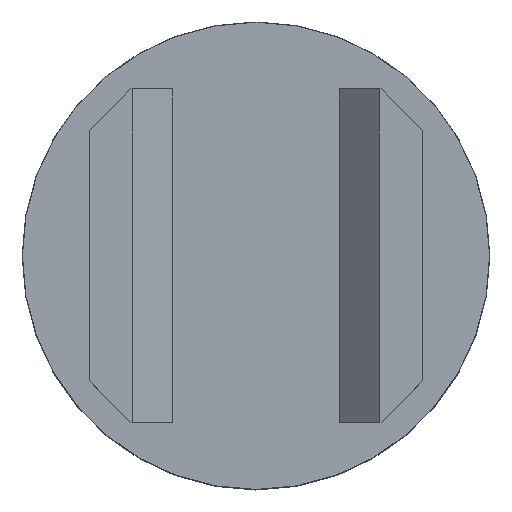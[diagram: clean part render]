
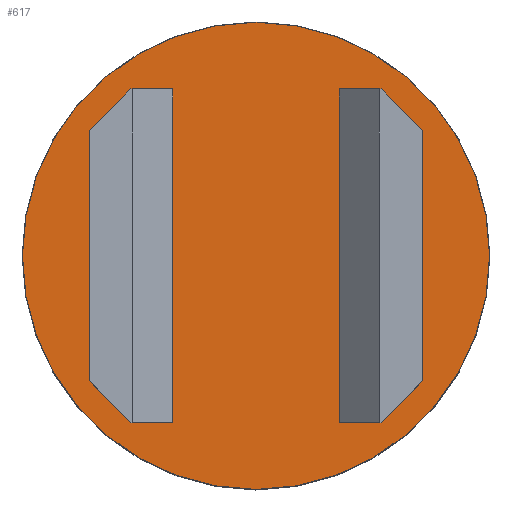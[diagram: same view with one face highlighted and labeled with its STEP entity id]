
A CAD part, top view. The second image highlights one B-rep face of the part: STEP entity #617.
In plain terms, the highlighted planar face has unit normal (0, 0, 1).
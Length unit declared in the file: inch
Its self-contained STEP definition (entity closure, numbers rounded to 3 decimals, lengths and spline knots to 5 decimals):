
#19=FACE_BOUND('',#91,.T.);
#20=FACE_BOUND('',#92,.T.);
#29=CIRCLE('',#667,0.7);
#52=FACE_OUTER_BOUND('',#90,.T.);
#90=EDGE_LOOP('',(#434));
#91=EDGE_LOOP('',(#435,#436,#437,#438,#439,#440));
#92=EDGE_LOOP('',(#441,#442,#443,#444,#445,#446));
#150=LINE('',#921,#216);
#151=LINE('',#923,#217);
#152=LINE('',#925,#218);
#153=LINE('',#927,#219);
#154=LINE('',#929,#220);
#155=LINE('',#930,#221);
#156=LINE('',#933,#222);
#157=LINE('',#935,#223);
#158=LINE('',#937,#224);
#159=LINE('',#939,#225);
#160=LINE('',#941,#226);
#161=LINE('',#942,#227);
#216=VECTOR('',#755,0.3937);
#217=VECTOR('',#756,0.3937);
#218=VECTOR('',#757,0.3937);
#219=VECTOR('',#758,0.3937);
#220=VECTOR('',#759,0.3937);
#221=VECTOR('',#760,0.3937);
#222=VECTOR('',#761,0.3937);
#223=VECTOR('',#762,0.3937);
#224=VECTOR('',#763,0.3937);
#225=VECTOR('',#764,0.3937);
#226=VECTOR('',#765,0.3937);
#227=VECTOR('',#766,0.3937);
#274=VERTEX_POINT('',#917);
#275=VERTEX_POINT('',#919);
#276=VERTEX_POINT('',#920);
#277=VERTEX_POINT('',#922);
#278=VERTEX_POINT('',#924);
#279=VERTEX_POINT('',#926);
#280=VERTEX_POINT('',#928);
#281=VERTEX_POINT('',#931);
#282=VERTEX_POINT('',#932);
#283=VERTEX_POINT('',#934);
#284=VERTEX_POINT('',#936);
#285=VERTEX_POINT('',#938);
#286=VERTEX_POINT('',#940);
#335=EDGE_CURVE('',#274,#274,#29,.T.);
#336=EDGE_CURVE('',#275,#276,#150,.T.);
#337=EDGE_CURVE('',#277,#275,#151,.T.);
#338=EDGE_CURVE('',#278,#277,#152,.T.);
#339=EDGE_CURVE('',#279,#278,#153,.T.);
#340=EDGE_CURVE('',#280,#279,#154,.T.);
#341=EDGE_CURVE('',#276,#280,#155,.T.);
#342=EDGE_CURVE('',#281,#282,#156,.T.);
#343=EDGE_CURVE('',#283,#281,#157,.T.);
#344=EDGE_CURVE('',#284,#283,#158,.T.);
#345=EDGE_CURVE('',#285,#284,#159,.T.);
#346=EDGE_CURVE('',#286,#285,#160,.T.);
#347=EDGE_CURVE('',#282,#286,#161,.T.);
#434=ORIENTED_EDGE('',*,*,#335,.F.);
#435=ORIENTED_EDGE('',*,*,#336,.F.);
#436=ORIENTED_EDGE('',*,*,#337,.F.);
#437=ORIENTED_EDGE('',*,*,#338,.F.);
#438=ORIENTED_EDGE('',*,*,#339,.F.);
#439=ORIENTED_EDGE('',*,*,#340,.F.);
#440=ORIENTED_EDGE('',*,*,#341,.F.);
#441=ORIENTED_EDGE('',*,*,#342,.F.);
#442=ORIENTED_EDGE('',*,*,#343,.F.);
#443=ORIENTED_EDGE('',*,*,#344,.F.);
#444=ORIENTED_EDGE('',*,*,#345,.F.);
#445=ORIENTED_EDGE('',*,*,#346,.F.);
#446=ORIENTED_EDGE('',*,*,#347,.F.);
#548=PLANE('',#666);
#617=ADVANCED_FACE('',(#52,#19,#20),#548,.F.);
#666=AXIS2_PLACEMENT_3D('',#916,#751,#752);
#667=AXIS2_PLACEMENT_3D('',#918,#753,#754);
#751=DIRECTION('center_axis',(0.,0.,-1.));
#752=DIRECTION('ref_axis',(-1.,0.,0.));
#753=DIRECTION('center_axis',(0.,0.,-1.));
#754=DIRECTION('ref_axis',(-1.,0.,0.));
#755=DIRECTION('',(0.,1.,0.));
#756=DIRECTION('',(0.707,0.707,0.));
#757=DIRECTION('',(1.,0.,0.));
#758=DIRECTION('',(0.,-1.,0.));
#759=DIRECTION('',(-1.,0.,0.));
#760=DIRECTION('',(-0.707,0.707,0.));
#761=DIRECTION('',(0.,-1.,0.));
#762=DIRECTION('',(-0.707,-0.707,0.));
#763=DIRECTION('',(-1.,0.,0.));
#764=DIRECTION('',(0.,1.,0.));
#765=DIRECTION('',(1.,0.,0.));
#766=DIRECTION('',(0.707,-0.707,0.));
#916=CARTESIAN_POINT('Origin',(0.,0.,0.6));
#917=CARTESIAN_POINT('',(0.7,0.,0.6));
#918=CARTESIAN_POINT('Origin',(0.,0.,0.6));
#919=CARTESIAN_POINT('',(0.5,-0.375,0.6));
#920=CARTESIAN_POINT('',(0.5,0.375,0.6));
#921=CARTESIAN_POINT('',(0.5,0.25,0.6));
#922=CARTESIAN_POINT('',(0.375,-0.5,0.6));
#923=CARTESIAN_POINT('',(0.4375,-0.4375,0.6));
#924=CARTESIAN_POINT('',(0.25,-0.5,0.6));
#925=CARTESIAN_POINT('',(0.25,-0.5,0.6));
#926=CARTESIAN_POINT('',(0.25,0.5,0.6));
#927=CARTESIAN_POINT('',(0.25,-0.25,0.6));
#928=CARTESIAN_POINT('',(0.375,0.5,0.6));
#929=CARTESIAN_POINT('',(0.125,0.5,0.6));
#930=CARTESIAN_POINT('',(0.4375,0.4375,0.6));
#931=CARTESIAN_POINT('',(-0.5,0.375,0.6));
#932=CARTESIAN_POINT('',(-0.5,-0.375,0.6));
#933=CARTESIAN_POINT('',(-0.5,-0.25,0.6));
#934=CARTESIAN_POINT('',(-0.375,0.5,0.6));
#935=CARTESIAN_POINT('',(-0.4375,0.4375,0.6));
#936=CARTESIAN_POINT('',(-0.25,0.5,0.6));
#937=CARTESIAN_POINT('',(-0.25,0.5,0.6));
#938=CARTESIAN_POINT('',(-0.25,-0.5,0.6));
#939=CARTESIAN_POINT('',(-0.25,0.25,0.6));
#940=CARTESIAN_POINT('',(-0.375,-0.5,0.6));
#941=CARTESIAN_POINT('',(-0.125,-0.5,0.6));
#942=CARTESIAN_POINT('',(-0.4375,-0.4375,0.6));
